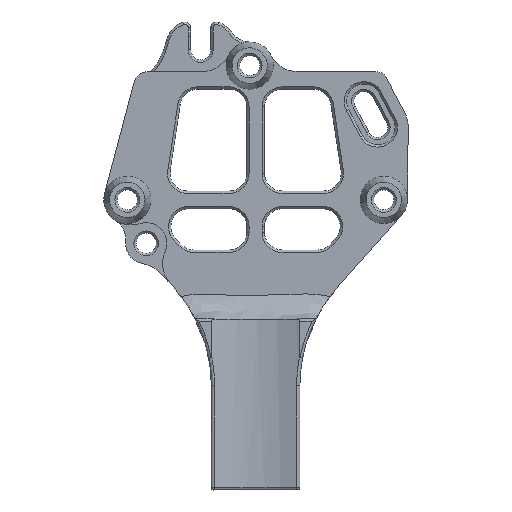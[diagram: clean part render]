
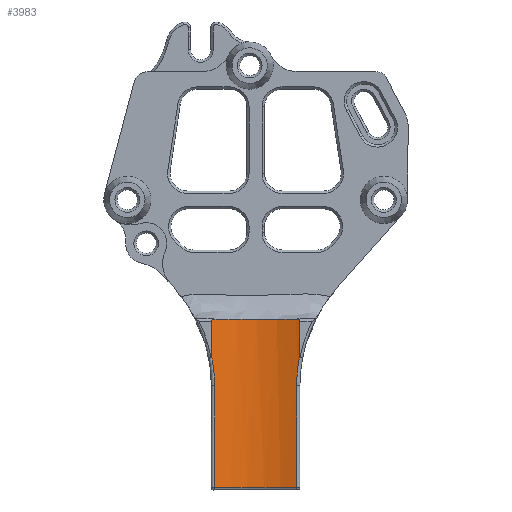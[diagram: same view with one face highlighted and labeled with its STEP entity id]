
A CAD part, top view. The second image highlights one B-rep face of the part: STEP entity #3983.
In plain terms, the highlighted cylindrical face has radius 20 mm (diameter 40 mm), a partial arc.
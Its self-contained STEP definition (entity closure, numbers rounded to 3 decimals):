
#30=B_SPLINE_CURVE_WITH_KNOTS('',3,(#6306,#6307,#6308,#6309,#6310,#6311),
 .UNSPECIFIED.,.F.,.F.,(4,1,1,4),(0.007,0.008,
0.008,0.008),.UNSPECIFIED.);
#31=B_SPLINE_CURVE_WITH_KNOTS('',3,(#6313,#6314,#6315,#6316,#6317,#6318),
 .UNSPECIFIED.,.F.,.F.,(4,1,1,4),(0.154,0.158,0.161,
0.168),.UNSPECIFIED.);
#32=B_SPLINE_CURVE_WITH_KNOTS('',3,(#6320,#6321,#6322,#6323,#6324,#6325),
 .UNSPECIFIED.,.F.,.F.,(4,1,1,4),(0.007,0.008,
0.008,0.008),.UNSPECIFIED.);
#33=B_SPLINE_CURVE_WITH_KNOTS('',3,(#6331,#6332,#6333,#6334),
 .UNSPECIFIED.,.F.,.F.,(4,4),(0.,1.),.UNSPECIFIED.);
#34=B_SPLINE_CURVE_WITH_KNOTS('',3,(#6342,#6343,#6344,#6345),
 .UNSPECIFIED.,.F.,.F.,(4,4),(0.,1.),.UNSPECIFIED.);
#129=LINE('',#6303,#472);
#130=LINE('',#6327,#473);
#131=LINE('',#6329,#474);
#132=LINE('',#6336,#475);
#133=LINE('',#6340,#476);
#134=LINE('',#6347,#477);
#472=VECTOR('',#4982,1000.);
#473=VECTOR('',#4983,1000.);
#474=VECTOR('',#4984,1000.);
#475=VECTOR('',#4985,1000.);
#476=VECTOR('',#4988,1000.);
#477=VECTOR('',#4989,1000.);
#1115=ORIENTED_EDGE('',*,*,#2259,.F.);
#1116=ORIENTED_EDGE('',*,*,#2260,.T.);
#1117=ORIENTED_EDGE('',*,*,#2261,.F.);
#1118=ORIENTED_EDGE('',*,*,#2262,.F.);
#1119=ORIENTED_EDGE('',*,*,#2263,.F.);
#1120=ORIENTED_EDGE('',*,*,#2264,.T.);
#1121=ORIENTED_EDGE('',*,*,#2265,.F.);
#1122=ORIENTED_EDGE('',*,*,#2266,.F.);
#1123=ORIENTED_EDGE('',*,*,#2267,.F.);
#1124=ORIENTED_EDGE('',*,*,#2268,.F.);
#1125=ORIENTED_EDGE('',*,*,#2269,.F.);
#1126=ORIENTED_EDGE('',*,*,#2270,.T.);
#2259=EDGE_CURVE('',#2832,#2833,#129,.T.);
#2260=EDGE_CURVE('',#2832,#2834,#30,.T.);
#2261=EDGE_CURVE('',#2835,#2834,#31,.F.);
#2262=EDGE_CURVE('',#2836,#2835,#32,.T.);
#2263=EDGE_CURVE('',#2837,#2836,#130,.T.);
#2264=EDGE_CURVE('',#2837,#2838,#131,.T.);
#2265=EDGE_CURVE('',#2839,#2838,#33,.F.);
#2266=EDGE_CURVE('',#2840,#2839,#132,.T.);
#2267=EDGE_CURVE('',#2841,#2840,#3132,.T.);
#2268=EDGE_CURVE('',#2842,#2841,#133,.T.);
#2269=EDGE_CURVE('',#2843,#2842,#34,.F.);
#2270=EDGE_CURVE('',#2843,#2833,#134,.T.);
#2832=VERTEX_POINT('',#6304);
#2833=VERTEX_POINT('',#6305);
#2834=VERTEX_POINT('',#6312);
#2835=VERTEX_POINT('',#6319);
#2836=VERTEX_POINT('',#6326);
#2837=VERTEX_POINT('',#6328);
#2838=VERTEX_POINT('',#6330);
#2839=VERTEX_POINT('',#6335);
#2840=VERTEX_POINT('',#6337);
#2841=VERTEX_POINT('',#6339);
#2842=VERTEX_POINT('',#6341);
#2843=VERTEX_POINT('',#6346);
#3132=CIRCLE('',#4332,20.);
#3329=EDGE_LOOP('',(#1115,#1116,#1117,#1118,#1119,#1120,#1121,#1122,#1123,
#1124,#1125,#1126));
#3638=FACE_BOUND('',#3329,.T.);
#3901=CYLINDRICAL_SURFACE('',#4331,20.);
#3983=ADVANCED_FACE('',(#3638),#3901,.F.);
#4331=AXIS2_PLACEMENT_3D('',#6302,#4980,#4981);
#4332=AXIS2_PLACEMENT_3D('',#6338,#4986,#4987);
#4980=DIRECTION('',(0.,1.,0.));
#4981=DIRECTION('',(-0.375,0.,-0.927));
#4982=DIRECTION('',(0.003,-1.,0.001));
#4983=DIRECTION('',(0.003,1.,-0.001));
#4984=DIRECTION('',(0.,-1.,0.));
#4985=DIRECTION('',(0.,1.,0.));
#4986=DIRECTION('',(0.,1.,0.));
#4987=DIRECTION('',(0.,0.,-1.));
#4988=DIRECTION('',(0.,-1.,0.));
#4989=DIRECTION('',(0.,1.,0.));
#6302=CARTESIAN_POINT('',(0.151,-41.155,27.985));
#6303=CARTESIAN_POINT('',(7.651,-12.504,9.444));
#6304=CARTESIAN_POINT('',(7.651,-12.502,9.444));
#6305=CARTESIAN_POINT('',(7.651,-12.505,9.444));
#6306=CARTESIAN_POINT('',(7.651,-12.502,9.444));
#6307=CARTESIAN_POINT('',(7.651,-12.436,9.444));
#6308=CARTESIAN_POINT('',(7.564,-12.326,9.409));
#6309=CARTESIAN_POINT('',(7.343,-12.217,9.322));
#6310=CARTESIAN_POINT('',(7.161,-12.18,9.253));
#6311=CARTESIAN_POINT('',(7.041,-12.165,9.209));
#6312=CARTESIAN_POINT('',(7.041,-12.165,9.209));
#6313=CARTESIAN_POINT('',(7.041,-12.165,9.209));
#6314=CARTESIAN_POINT('',(5.939,-12.164,8.804));
#6315=CARTESIAN_POINT('',(3.69,-12.164,8.195));
#6316=CARTESIAN_POINT('',(-1.036,-12.161,7.778));
#6317=CARTESIAN_POINT('',(-4.499,-12.163,8.387));
#6318=CARTESIAN_POINT('',(-6.738,-12.165,9.209));
#6319=CARTESIAN_POINT('',(-6.738,-12.165,9.209));
#6320=CARTESIAN_POINT('',(-7.349,-12.503,9.444));
#6321=CARTESIAN_POINT('',(-7.348,-12.436,9.444));
#6322=CARTESIAN_POINT('',(-7.262,-12.327,9.409));
#6323=CARTESIAN_POINT('',(-7.04,-12.217,9.322));
#6324=CARTESIAN_POINT('',(-6.859,-12.18,9.253));
#6325=CARTESIAN_POINT('',(-6.738,-12.165,9.209));
#6326=CARTESIAN_POINT('',(-7.348,-12.503,9.444));
#6327=CARTESIAN_POINT('',(-7.349,-12.505,9.444));
#6328=CARTESIAN_POINT('',(-7.349,-12.505,9.444));
#6329=CARTESIAN_POINT('',(-7.349,-41.155,9.444));
#6330=CARTESIAN_POINT('',(-7.349,-18.226,9.444));
#6331=CARTESIAN_POINT('',(-7.349,-18.226,9.444));
#6332=CARTESIAN_POINT('',(-6.991,-19.949,9.299));
#6333=CARTESIAN_POINT('',(-6.809,-21.701,9.235));
#6334=CARTESIAN_POINT('',(-6.809,-23.483,9.235));
#6335=CARTESIAN_POINT('',(-6.809,-23.483,9.235));
#6336=CARTESIAN_POINT('',(-6.809,-41.155,9.235));
#6337=CARTESIAN_POINT('',(-6.809,-40.755,9.235));
#6338=CARTESIAN_POINT('',(0.151,-40.755,27.985));
#6339=CARTESIAN_POINT('',(7.112,-40.755,9.235));
#6340=CARTESIAN_POINT('',(7.112,-41.155,9.235));
#6341=CARTESIAN_POINT('',(7.112,-23.483,9.235));
#6342=CARTESIAN_POINT('',(7.112,-23.483,9.235));
#6343=CARTESIAN_POINT('',(7.112,-21.701,9.235));
#6344=CARTESIAN_POINT('',(7.294,-19.949,9.299));
#6345=CARTESIAN_POINT('',(7.651,-18.226,9.444));
#6346=CARTESIAN_POINT('',(7.651,-18.226,9.444));
#6347=CARTESIAN_POINT('',(7.651,-41.155,9.444));
